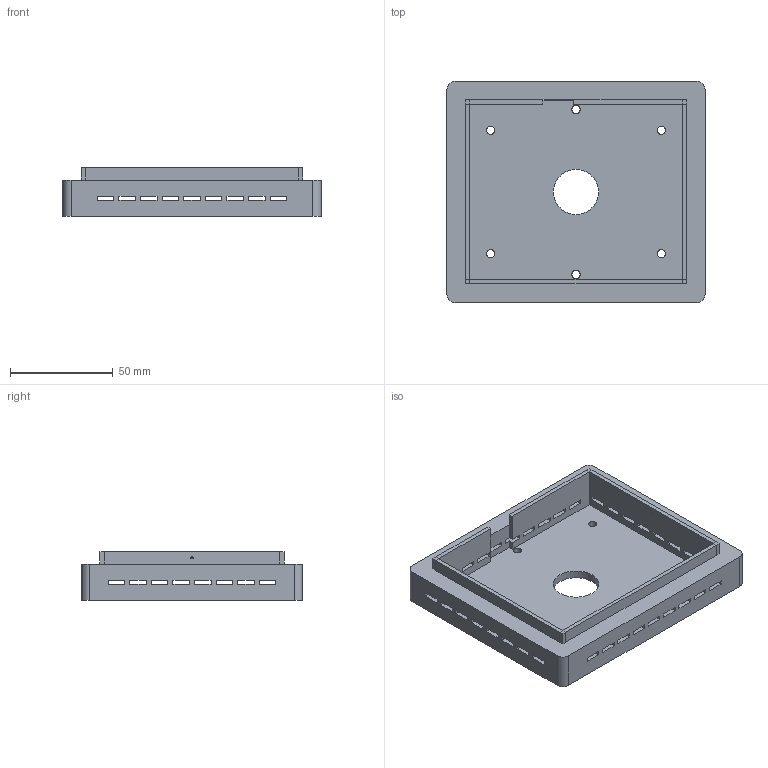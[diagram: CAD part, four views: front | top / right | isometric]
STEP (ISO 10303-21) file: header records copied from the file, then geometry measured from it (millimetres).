
FILE_DESCRIPTION(('FreeCAD Model'),'2;1');
FILE_NAME('Open CASCADE Shape Model','2026-01-24T14:50:52',('FreeCAD'),( 'FreeCAD'),'Open CASCADE STEP processor 7.5','FreeCAD','Unknown');
FILE_SCHEMA(('AUTOMOTIVE_DESIGN { 1 0 10303 214 1 1 1 1 }'));
Length unit declared in the file: millimetre
Products named in the file (1): Open CASCADE STEP translator 7.5 1
Bounding box: 125.49 x 107.44 x 23.6 mm (x, y, z)
Volume: 113074.5 mm3; surface area: 50691.7 mm2
Topology: 1 solids, 1 shells, 187 faces, 537 edges, 352 vertices
Faces by surface type: plane 174, cylinder 13
Full cylindrical faces by diameter (mm): 1 x2, 4 x6, 22 x1
Entity records: 13216 total; most frequent: CARTESIAN_POINT 2271, DIRECTION 1993, LINE 1559, VECTOR 1559, ORIENTED_EDGE 1074, PCURVE 1074, DEFINITIONAL_REPRESENTATION 1074, EDGE_CURVE 537
